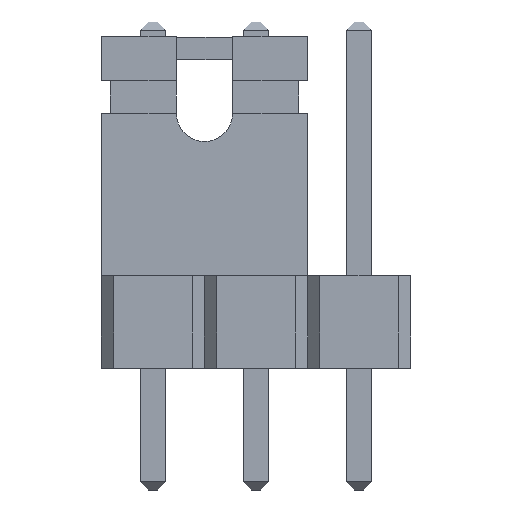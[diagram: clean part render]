
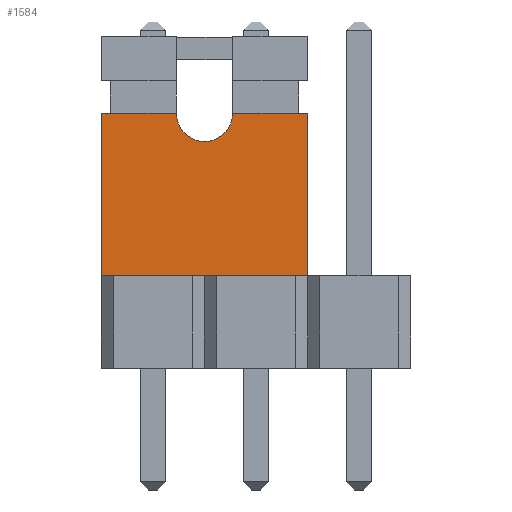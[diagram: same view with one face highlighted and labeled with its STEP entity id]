
A CAD part, front view. The second image highlights one B-rep face of the part: STEP entity #1584.
In plain terms, the highlighted face is planar.
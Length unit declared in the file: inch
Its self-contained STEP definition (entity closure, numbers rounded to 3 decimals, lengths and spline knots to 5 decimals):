
#189 = CARTESIAN_POINT ( 'NONE',  ( 0.1, 0.04134, 0.05 ) ) ;
#359 = CARTESIAN_POINT ( 'NONE',  ( 0.1, -0.11614, 0.05 ) ) ;
#584 = DIRECTION ( 'NONE',  ( 1., 0., 0. ) ) ;
#651 = EDGE_CURVE ( 'NONE', #4007, #5714, #4322, .T. ) ;
#809 = EDGE_CURVE ( 'NONE', #1219, #2103, #2398, .T. ) ;
#826 = VECTOR ( 'NONE', #6671, 39.37008 ) ;
#895 = CARTESIAN_POINT ( 'NONE',  ( 0., 0.04134, 0.05 ) ) ;
#1083 = DIRECTION ( 'NONE',  ( 0., 0., 1. ) ) ;
#1219 = VERTEX_POINT ( 'NONE', #1735 ) ;
#1409 = VERTEX_POINT ( 'NONE', #6735 ) ;
#1454 = DIRECTION ( 'NONE',  ( 1., 0., 0. ) ) ;
#1584 = ADVANCED_FACE ( 'NONE', ( #5043 ), #6565, .T. ) ;
#1640 = VECTOR ( 'NONE', #5165, 39.37008 ) ;
#1735 = CARTESIAN_POINT ( 'NONE',  ( -0.1, 0.04134, 0.05 ) ) ;
#1908 = VECTOR ( 'NONE', #6041, 39.37008 ) ;
#2065 = CARTESIAN_POINT ( 'NONE',  ( 0.1, 0.04134, 0.05 ) ) ;
#2103 = VERTEX_POINT ( 'NONE', #3690 ) ;
#2398 = LINE ( 'NONE', #6310, #1908 ) ;
#2817 = CARTESIAN_POINT ( 'NONE',  ( 0.1, -0.11614, 0.05 ) ) ;
#2882 = CARTESIAN_POINT ( 'NONE',  ( 0.1, 0.04134, 0.05 ) ) ;
#3110 = LINE ( 'NONE', #5349, #4563 ) ;
#3142 = ORIENTED_EDGE ( 'NONE', *, *, #5592, .T. ) ;
#3310 = ORIENTED_EDGE ( 'NONE', *, *, #651, .F. ) ;
#3388 = EDGE_CURVE ( 'NONE', #1219, #4560, #5856, .T. ) ;
#3690 = CARTESIAN_POINT ( 'NONE',  ( -0.1, -0.11614, 0.05 ) ) ;
#3971 = CARTESIAN_POINT ( 'NONE',  ( -0.02736, 0.04134, 0.05 ) ) ;
#4007 = VERTEX_POINT ( 'NONE', #189 ) ;
#4131 = CIRCLE ( 'NONE', #6997, 0.02736 ) ;
#4322 = LINE ( 'NONE', #7023, #1640 ) ;
#4338 = ORIENTED_EDGE ( 'NONE', *, *, #3388, .F. ) ;
#4414 = VECTOR ( 'NONE', #4813, 39.37008 ) ;
#4560 = VERTEX_POINT ( 'NONE', #3971 ) ;
#4563 = VECTOR ( 'NONE', #6944, 39.37008 ) ;
#4687 = ORIENTED_EDGE ( 'NONE', *, *, #5726, .T. ) ;
#4755 = DIRECTION ( 'NONE',  ( 0., 0., -1. ) ) ;
#4813 = DIRECTION ( 'NONE',  ( 1., 0., 0. ) ) ;
#5043 = FACE_OUTER_BOUND ( 'NONE', #5141, .T. ) ;
#5063 = LINE ( 'NONE', #2882, #826 ) ;
#5141 = EDGE_LOOP ( 'NONE', ( #3310, #6036, #3142, #4338, #5540, #4687 ) ) ;
#5165 = DIRECTION ( 'NONE',  ( 0., -1., 0. ) ) ;
#5349 = CARTESIAN_POINT ( 'NONE',  ( 0.1, -0.11614, 0.05 ) ) ;
#5540 = ORIENTED_EDGE ( 'NONE', *, *, #809, .T. ) ;
#5592 = EDGE_CURVE ( 'NONE', #1409, #4560, #4131, .T. ) ;
#5714 = VERTEX_POINT ( 'NONE', #359 ) ;
#5726 = EDGE_CURVE ( 'NONE', #2103, #5714, #3110, .T. ) ;
#5856 = LINE ( 'NONE', #2065, #4414 ) ;
#6036 = ORIENTED_EDGE ( 'NONE', *, *, #6307, .T. ) ;
#6041 = DIRECTION ( 'NONE',  ( 0., -1., 0. ) ) ;
#6307 = EDGE_CURVE ( 'NONE', #4007, #1409, #5063, .T. ) ;
#6310 = CARTESIAN_POINT ( 'NONE',  ( -0.1, -0.11614, 0.05 ) ) ;
#6564 = AXIS2_PLACEMENT_3D ( 'NONE', #2817, #1083, #584 ) ;
#6565 = PLANE ( 'NONE',  #6564 ) ;
#6671 = DIRECTION ( 'NONE',  ( -1., 0., 0. ) ) ;
#6735 = CARTESIAN_POINT ( 'NONE',  ( 0.02736, 0.04134, 0.05 ) ) ;
#6944 = DIRECTION ( 'NONE',  ( 1., 0., 0. ) ) ;
#6997 = AXIS2_PLACEMENT_3D ( 'NONE', #895, #4755, #1454 ) ;
#7023 = CARTESIAN_POINT ( 'NONE',  ( 0.1, -0.11614, 0.05 ) ) ;
